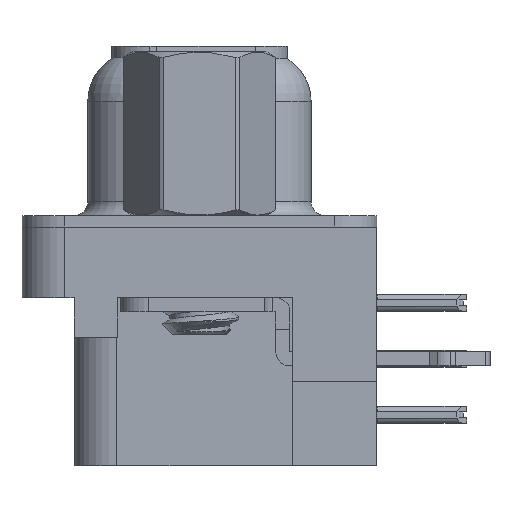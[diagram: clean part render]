
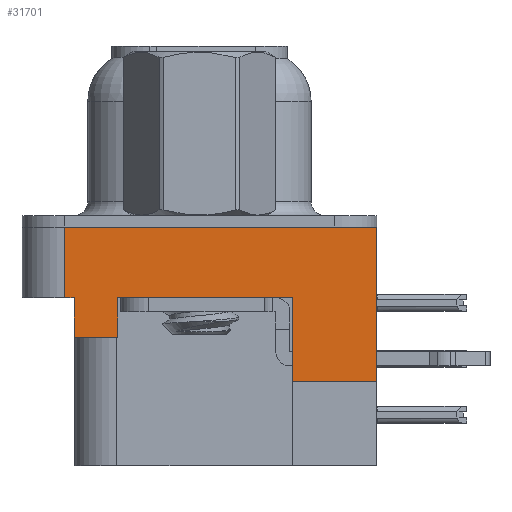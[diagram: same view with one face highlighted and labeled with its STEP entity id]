
A CAD part, left-side view. The second image highlights one B-rep face of the part: STEP entity #31701.
In plain terms, the highlighted planar face has unit normal (-1, 0, 0).
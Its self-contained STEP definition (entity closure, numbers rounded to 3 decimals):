
#153 = VECTOR ( 'NONE', #5793, 1000. ) ;
#1055 = LINE ( 'NONE', #11718, #153 ) ;
#2537 = EDGE_CURVE ( 'NONE', #9059, #32551, #20750, .T. ) ;
#2589 = VERTEX_POINT ( 'NONE', #24556 ) ;
#3541 = VERTEX_POINT ( 'NONE', #20996 ) ;
#3936 = ORIENTED_EDGE ( 'NONE', *, *, #24458, .F. ) ;
#3971 = VECTOR ( 'NONE', #5414, 1000. ) ;
#4532 = DIRECTION ( 'NONE',  ( 0., 0., 1. ) ) ;
#4755 = CARTESIAN_POINT ( 'NONE',  ( -2.91, -6.275, 0. ) ) ;
#5019 = CARTESIAN_POINT ( 'NONE',  ( -2.91, -6.275, 0. ) ) ;
#5232 = CARTESIAN_POINT ( 'NONE',  ( -2.91, 4.775, -2.5 ) ) ;
#5414 = DIRECTION ( 'NONE',  ( 0., 0., 1. ) ) ;
#5717 = VECTOR ( 'NONE', #12024, 1000. ) ;
#5793 = DIRECTION ( 'NONE',  ( 0., 1., 0. ) ) ;
#7229 = CARTESIAN_POINT ( 'NONE',  ( -2.91, 4.425, -3.9 ) ) ;
#7296 = CARTESIAN_POINT ( 'NONE',  ( -2.91, 4.775, -2.5 ) ) ;
#7320 = VECTOR ( 'NONE', #25901, 1000. ) ;
#7346 = CARTESIAN_POINT ( 'NONE',  ( -2.91, 4.775, 0. ) ) ;
#7607 = ORIENTED_EDGE ( 'NONE', *, *, #8781, .T. ) ;
#7668 = EDGE_CURVE ( 'NONE', #3541, #10864, #10849, .T. ) ;
#7752 = VECTOR ( 'NONE', #7851, 1000. ) ;
#7833 = DIRECTION ( 'NONE',  ( 0., -1., 0. ) ) ;
#7851 = DIRECTION ( 'NONE',  ( 0., 0., 1. ) ) ;
#8093 = LINE ( 'NONE', #11736, #30703 ) ;
#8518 = VERTEX_POINT ( 'NONE', #7346 ) ;
#8781 = EDGE_CURVE ( 'NONE', #30043, #10864, #15444, .T. ) ;
#9059 = VERTEX_POINT ( 'NONE', #7296 ) ;
#9623 = VERTEX_POINT ( 'NONE', #33046 ) ;
#10673 = ORIENTED_EDGE ( 'NONE', *, *, #24032, .T. ) ;
#10849 = LINE ( 'NONE', #23145, #3971 ) ;
#10864 = VERTEX_POINT ( 'NONE', #35509 ) ;
#11570 = ORIENTED_EDGE ( 'NONE', *, *, #37696, .F. ) ;
#11602 = ORIENTED_EDGE ( 'NONE', *, *, #20597, .T. ) ;
#11718 = CARTESIAN_POINT ( 'NONE',  ( -2.91, 4.425, -3.9 ) ) ;
#11736 = CARTESIAN_POINT ( 'NONE',  ( -2.91, -6.275, -2.5 ) ) ;
#12024 = DIRECTION ( 'NONE',  ( 0., 1., 0. ) ) ;
#14345 = EDGE_CURVE ( 'NONE', #9059, #8518, #22151, .T. ) ;
#15036 = CARTESIAN_POINT ( 'NONE',  ( -2.91, -6.295, -5.45 ) ) ;
#15444 = LINE ( 'NONE', #23394, #16368 ) ;
#15508 = DIRECTION ( 'NONE',  ( 0., -1., 0. ) ) ;
#15625 = AXIS2_PLACEMENT_3D ( 'NONE', #29613, #35516, #17906 ) ;
#15640 = EDGE_CURVE ( 'NONE', #29967, #3541, #38006, .T. ) ;
#16368 = VECTOR ( 'NONE', #29259, 1000. ) ;
#16424 = LINE ( 'NONE', #4755, #21533 ) ;
#16808 = ORIENTED_EDGE ( 'NONE', *, *, #22296, .F. ) ;
#17294 = ORIENTED_EDGE ( 'NONE', *, *, #15640, .F. ) ;
#17906 = DIRECTION ( 'NONE',  ( 0., 0., 1. ) ) ;
#20597 = EDGE_CURVE ( 'NONE', #9623, #30043, #29463, .T. ) ;
#20750 = LINE ( 'NONE', #36070, #27640 ) ;
#20996 = CARTESIAN_POINT ( 'NONE',  ( -2.91, -3.295, -5.45 ) ) ;
#21533 = VECTOR ( 'NONE', #7833, 1000. ) ;
#22082 = ORIENTED_EDGE ( 'NONE', *, *, #2537, .T. ) ;
#22151 = LINE ( 'NONE', #5232, #7320 ) ;
#22296 = EDGE_CURVE ( 'NONE', #2589, #32551, #23898, .T. ) ;
#22415 = EDGE_LOOP ( 'NONE', ( #17294, #10673, #3936, #32793, #22082, #16808, #11570, #11602, #7607, #32208 ) ) ;
#22975 = VECTOR ( 'NONE', #4532, 1000. ) ;
#23145 = CARTESIAN_POINT ( 'NONE',  ( -2.91, -3.295, -8.45 ) ) ;
#23394 = CARTESIAN_POINT ( 'NONE',  ( -2.91, -6.275, -2.5 ) ) ;
#23733 = PLANE ( 'NONE',  #15625 ) ;
#23898 = LINE ( 'NONE', #7229, #22975 ) ;
#24032 = EDGE_CURVE ( 'NONE', #29967, #28141, #8093, .T. ) ;
#24458 = EDGE_CURVE ( 'NONE', #8518, #28141, #16424, .T. ) ;
#24556 = CARTESIAN_POINT ( 'NONE',  ( -2.91, 4.425, -3.9 ) ) ;
#25737 = FACE_OUTER_BOUND ( 'NONE', #22415, .T. ) ;
#25901 = DIRECTION ( 'NONE',  ( 0., 0., 1. ) ) ;
#26993 = CARTESIAN_POINT ( 'NONE',  ( -2.91, 2.895, -2.5 ) ) ;
#27640 = VECTOR ( 'NONE', #15508, 1000. ) ;
#28141 = VERTEX_POINT ( 'NONE', #5019 ) ;
#28515 = CARTESIAN_POINT ( 'NONE',  ( -2.91, 2.895, -3.9 ) ) ;
#29259 = DIRECTION ( 'NONE',  ( 0., -1., 0. ) ) ;
#29432 = DIRECTION ( 'NONE',  ( 0., 0., 1. ) ) ;
#29463 = LINE ( 'NONE', #28515, #7752 ) ;
#29613 = CARTESIAN_POINT ( 'NONE',  ( -2.91, -6.275, -2.5 ) ) ;
#29967 = VERTEX_POINT ( 'NONE', #32644 ) ;
#30043 = VERTEX_POINT ( 'NONE', #26993 ) ;
#30703 = VECTOR ( 'NONE', #29432, 1000. ) ;
#31599 = CARTESIAN_POINT ( 'NONE',  ( -2.91, 4.425, -2.5 ) ) ;
#31701 = ADVANCED_FACE ( 'NONE', ( #25737 ), #23733, .T. ) ;
#32208 = ORIENTED_EDGE ( 'NONE', *, *, #7668, .F. ) ;
#32551 = VERTEX_POINT ( 'NONE', #31599 ) ;
#32644 = CARTESIAN_POINT ( 'NONE',  ( -2.91, -6.275, -5.45 ) ) ;
#32793 = ORIENTED_EDGE ( 'NONE', *, *, #14345, .F. ) ;
#33046 = CARTESIAN_POINT ( 'NONE',  ( -2.91, 2.895, -3.9 ) ) ;
#35509 = CARTESIAN_POINT ( 'NONE',  ( -2.91, -3.295, -2.5 ) ) ;
#35516 = DIRECTION ( 'NONE',  ( -1., 0., 0. ) ) ;
#36070 = CARTESIAN_POINT ( 'NONE',  ( -2.91, -6.275, -2.5 ) ) ;
#37696 = EDGE_CURVE ( 'NONE', #9623, #2589, #1055, .T. ) ;
#38006 = LINE ( 'NONE', #15036, #5717 ) ;
